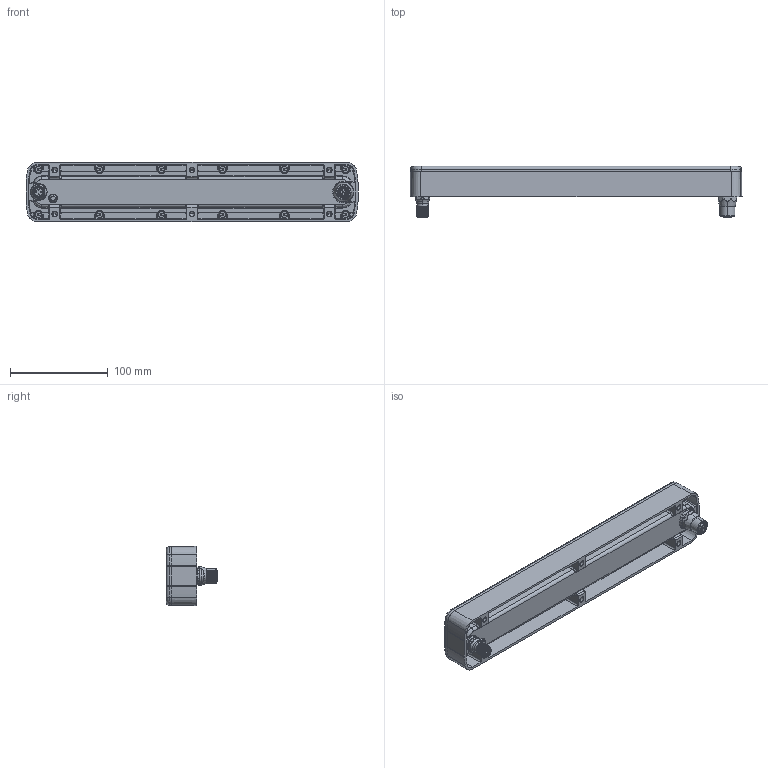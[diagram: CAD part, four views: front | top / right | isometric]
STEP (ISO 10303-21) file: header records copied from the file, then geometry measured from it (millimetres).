
FILE_DESCRIPTION((''),'2;1');
FILE_NAME('173656_ASM','2013-08-07T',('pdmadmin'),(''),'PRO/ENGINEER BY PARAMETRIC TECHNOLOGY CORPORATION, 2012300','PRO/ENGINEER BY PARAMETRIC TECHNOLOGY CORPORATION, 2012300','');
FILE_SCHEMA(('CONFIG_CONTROL_DESIGN'));
Products named in the file (12): 169170; 169652; 08427; 169653; 145997_HSG; 306-00249; 307-00176; 145997_ASM; 169171; 170031; 133697; 173656_ASM
Assembly tree (25 placements, depth 3):
  173656_ASM
    169170
    169652
    08427
    169653
    145997_ASM
      145997_HSG
      306-00249  x4
      307-00176
    169171
    170031
    133697  x12
Bounding box: 339.89 x 52.8 x 60.89 mm (x, y, z)
Volume: 264527.6 mm3; surface area: 186331.9 mm2
Topology: 24 solids, 43 shells, 3082 faces, 7724 edges, 4781 vertices
Faces by surface type: plane 1075, cylinder 1028, bspline 407, cone 284, torus 220, sphere 68
Entity records: 113595 total; most frequent: CARTESIAN_POINT 51050, ORIENTED_EDGE 13368, DIRECTION 12639, EDGE_CURVE 6722, AXIS2_PLACEMENT_3D 4740, VERTEX_POINT 4185, VECTOR 3159, LINE 3159
